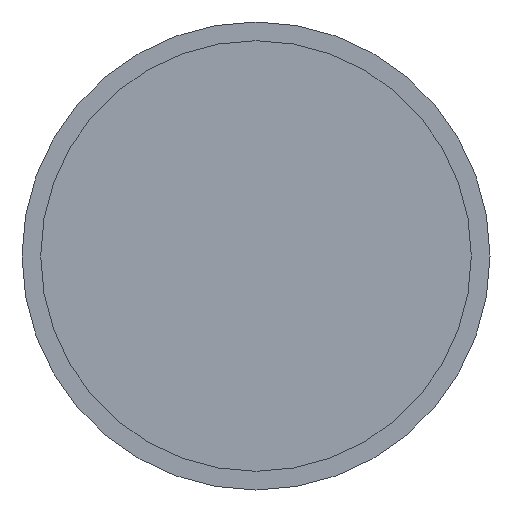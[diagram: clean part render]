
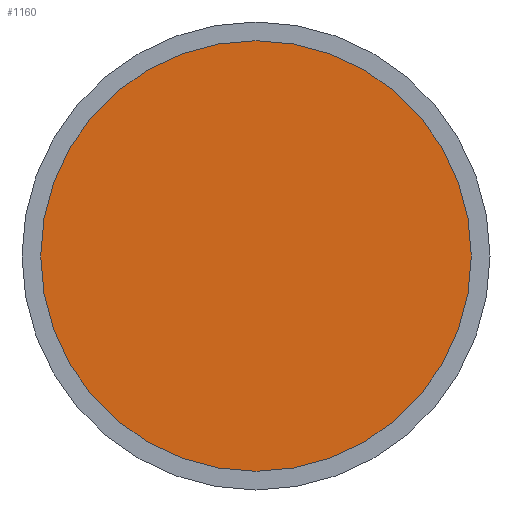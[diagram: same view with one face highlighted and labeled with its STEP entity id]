
A CAD part, front view. The second image highlights one B-rep face of the part: STEP entity #1160.
In plain terms, the highlighted planar face has unit normal (0, -1, 0).
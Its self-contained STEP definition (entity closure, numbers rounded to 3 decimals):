
#1 = FACE_OUTER_BOUND ( 'NONE', #450, .T. ) ;
#66 = CIRCLE ( 'NONE', #763, 23. ) ;
#149 = CARTESIAN_POINT ( 'NONE',  ( 0., 0., 0. ) ) ;
#151 = AXIS2_PLACEMENT_3D ( 'NONE', #506, #909, #245 ) ;
#245 = DIRECTION ( 'NONE',  ( 1., 0., 0. ) ) ;
#285 = CARTESIAN_POINT ( 'NONE',  ( 0., 0., 0. ) ) ;
#450 = EDGE_LOOP ( 'NONE', ( #632, #1205 ) ) ;
#506 = CARTESIAN_POINT ( 'NONE',  ( 0., 0., 0. ) ) ;
#536 = PLANE ( 'NONE',  #645 ) ;
#544 = DIRECTION ( 'NONE',  ( 0., 1., 0. ) ) ;
#569 = VERTEX_POINT ( 'NONE', #785 ) ;
#632 = ORIENTED_EDGE ( 'NONE', *, *, #952, .T. ) ;
#645 = AXIS2_PLACEMENT_3D ( 'NONE', #149, #544, #1604 ) ;
#763 = AXIS2_PLACEMENT_3D ( 'NONE', #285, #1201, #1351 ) ;
#785 = CARTESIAN_POINT ( 'NONE',  ( -23., 0., 0. ) ) ;
#909 = DIRECTION ( 'NONE',  ( 0., -1., 0. ) ) ;
#947 = CARTESIAN_POINT ( 'NONE',  ( 23., 0., 0. ) ) ;
#952 = EDGE_CURVE ( 'NONE', #1502, #569, #1204, .T. ) ;
#1160 = ADVANCED_FACE ( 'NONE', ( #1 ), #536, .F. ) ;
#1201 = DIRECTION ( 'NONE',  ( 0., -1., 0. ) ) ;
#1204 = CIRCLE ( 'NONE', #151, 23. ) ;
#1205 = ORIENTED_EDGE ( 'NONE', *, *, #1428, .T. ) ;
#1351 = DIRECTION ( 'NONE',  ( 1., 0., 0. ) ) ;
#1428 = EDGE_CURVE ( 'NONE', #569, #1502, #66, .T. ) ;
#1502 = VERTEX_POINT ( 'NONE', #947 ) ;
#1604 = DIRECTION ( 'NONE',  ( -1., 0., 0. ) ) ;
